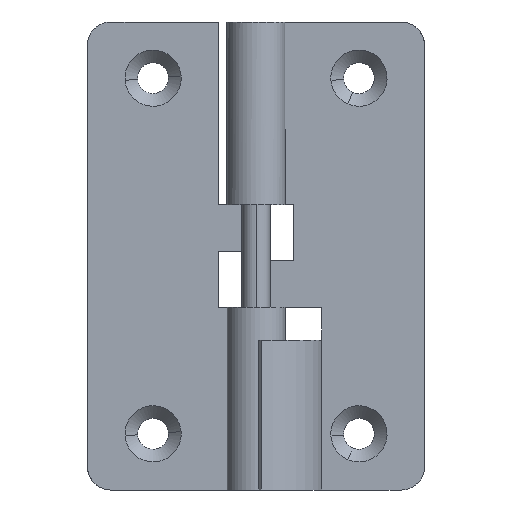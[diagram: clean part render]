
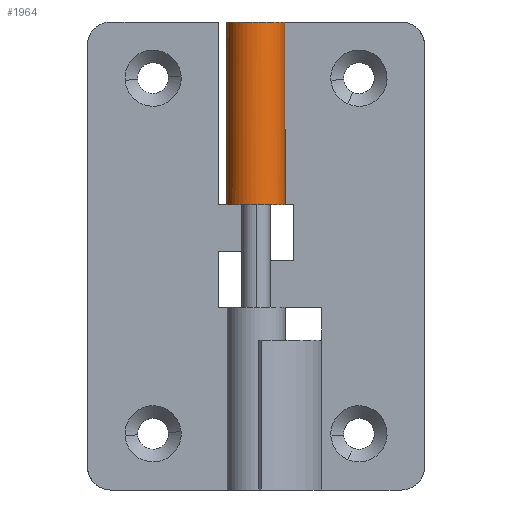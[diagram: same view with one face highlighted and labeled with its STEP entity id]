
A CAD part, front view. The second image highlights one B-rep face of the part: STEP entity #1964.
In plain terms, the highlighted free-form (B-spline) face has degree [1, 2] with [2, 7] control points.
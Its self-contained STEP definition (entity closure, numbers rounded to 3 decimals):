
#1635=CARTESIAN_POINT('',(2.74,1.45,30.5));
#1636=VERTEX_POINT('',#1635);
#1642=CARTESIAN_POINT('',(0.007,3.1,30.5));
#1643=VERTEX_POINT('',#1642);
#1644=CARTESIAN_POINT('',(2.74,1.45,30.5));
#1645=CARTESIAN_POINT('',(3.843,-0.634,30.5));
#1646=CARTESIAN_POINT('',(2.129,-2.253,30.5));
#1647=CARTESIAN_POINT('',(0.416,-3.872,30.5));
#1648=CARTESIAN_POINT('',(-1.602,-2.654,30.5));
#1649=CARTESIAN_POINT('',(-3.621,-1.435,30.5));
#1650=CARTESIAN_POINT('',(-2.985,0.835,30.5));
#1651=CARTESIAN_POINT('',(-2.35,3.106,30.5));
#1652=CARTESIAN_POINT('',(0.007,3.1,30.5));
#1660=(BOUNDED_CURVE()B_SPLINE_CURVE(2,(#1644,#1645,#1646,#1647,#1648,#1649,#1650,#1651,#1652),.UNSPECIFIED.,.F.,.U.)B_SPLINE_CURVE_WITH_KNOTS((3,2,2,2,3),(0.0,0.25,0.5,0.75,1.0),.UNSPECIFIED.)CURVE()GEOMETRIC_REPRESENTATION_ITEM()RATIONAL_B_SPLINE_CURVE((1.0,0.796,1.0,0.796,1.0,0.796,1.0,0.796,1.0))REPRESENTATION_ITEM(''));
#1661=EDGE_CURVE('',#1636,#1643,#1660,.T.);
#1846=CARTESIAN_POINT('',(0.007,3.1,50.0));
#1847=VERTEX_POINT('',#1846);
#1853=CARTESIAN_POINT('',(2.74,1.45,50.0));
#1854=VERTEX_POINT('',#1853);
#1855=CARTESIAN_POINT('',(0.007,3.1,50.0));
#1856=CARTESIAN_POINT('',(-2.35,3.106,50.0));
#1857=CARTESIAN_POINT('',(-2.985,0.835,50.0));
#1858=CARTESIAN_POINT('',(-3.621,-1.435,50.0));
#1859=CARTESIAN_POINT('',(-1.602,-2.654,50.0));
#1860=CARTESIAN_POINT('',(0.416,-3.872,50.0));
#1861=CARTESIAN_POINT('',(2.129,-2.253,50.0));
#1862=CARTESIAN_POINT('',(3.843,-0.634,50.0));
#1863=CARTESIAN_POINT('',(2.74,1.45,50.0));
#1871=(BOUNDED_CURVE()B_SPLINE_CURVE(2,(#1855,#1856,#1857,#1858,#1859,#1860,#1861,#1862,#1863),.UNSPECIFIED.,.F.,.U.)B_SPLINE_CURVE_WITH_KNOTS((3,2,2,2,3),(0.0,0.25,0.5,0.75,1.0),.UNSPECIFIED.)CURVE()GEOMETRIC_REPRESENTATION_ITEM()RATIONAL_B_SPLINE_CURVE((1.0,0.796,1.0,0.796,1.0,0.796,1.0,0.796,1.0))REPRESENTATION_ITEM(''));
#1872=EDGE_CURVE('',#1847,#1854,#1871,.T.);
#1928=CARTESIAN_POINT('',(2.675,1.567,30.012));
#1929=CARTESIAN_POINT('',(2.675,1.567,50.5));
#1930=CARTESIAN_POINT('',(4.598,-1.717,30.012));
#1931=CARTESIAN_POINT('',(4.598,-1.717,50.5));
#1932=CARTESIAN_POINT('',(0.994,-2.936,30.012));
#1933=CARTESIAN_POINT('',(0.994,-2.936,50.5));
#1934=CARTESIAN_POINT('',(-2.611,-4.156,30.012));
#1935=CARTESIAN_POINT('',(-2.611,-4.156,50.5));
#1936=CARTESIAN_POINT('',(-3.077,-0.379,30.012));
#1937=CARTESIAN_POINT('',(-3.077,-0.379,50.5));
#1938=CARTESIAN_POINT('',(-3.542,3.398,30.012));
#1939=CARTESIAN_POINT('',(-3.542,3.398,50.5));
#1940=CARTESIAN_POINT('',(0.251,3.09,30.012));
#1941=CARTESIAN_POINT('',(0.251,3.09,50.5));
#1949=(BOUNDED_SURFACE()B_SPLINE_SURFACE(1,2,((#1928,#1930,#1932,#1934,#1936,#1938,#1940),(#1929,#1931,#1933,#1935,#1937,#1939,#1941)),.UNSPECIFIED.,.F.,.F.,.U.)B_SPLINE_SURFACE_WITH_KNOTS((2,2),(3,2,2,3),(0.0,20.487),(0.0,5.892,11.785,17.677),.UNSPECIFIED.)GEOMETRIC_REPRESENTATION_ITEM()RATIONAL_B_SPLINE_SURFACE(((1.0,0.632,1.0,0.632,1.0,0.632,1.0),(1.0,0.632,1.0,0.632,1.0,0.632,1.0)))REPRESENTATION_ITEM('')SURFACE());
#1950=ORIENTED_EDGE('',*,*,#1661,.F.);
#1951=CARTESIAN_POINT('',(2.74,1.45,30.5));
#1952=CARTESIAN_POINT('',(2.74,1.45,50.0));
#1953=QUASI_UNIFORM_CURVE('',1,(#1951,#1952),.UNSPECIFIED.,.F.,.U.);
#1954=EDGE_CURVE('',#1636,#1854,#1953,.T.);
#1955=ORIENTED_EDGE('',*,*,#1954,.T.);
#1956=ORIENTED_EDGE('',*,*,#1872,.F.);
#1957=CARTESIAN_POINT('',(0.007,3.1,30.5));
#1958=CARTESIAN_POINT('',(0.007,3.1,50.0));
#1959=QUASI_UNIFORM_CURVE('',1,(#1957,#1958),.UNSPECIFIED.,.F.,.U.);
#1960=EDGE_CURVE('',#1643,#1847,#1959,.T.);
#1961=ORIENTED_EDGE('',*,*,#1960,.F.);
#1962=EDGE_LOOP('',(#1950,#1955,#1956,#1961));
#1963=FACE_OUTER_BOUND('',#1962,.T.);
#1964=ADVANCED_FACE('',(#1963),#1949,.T.);
